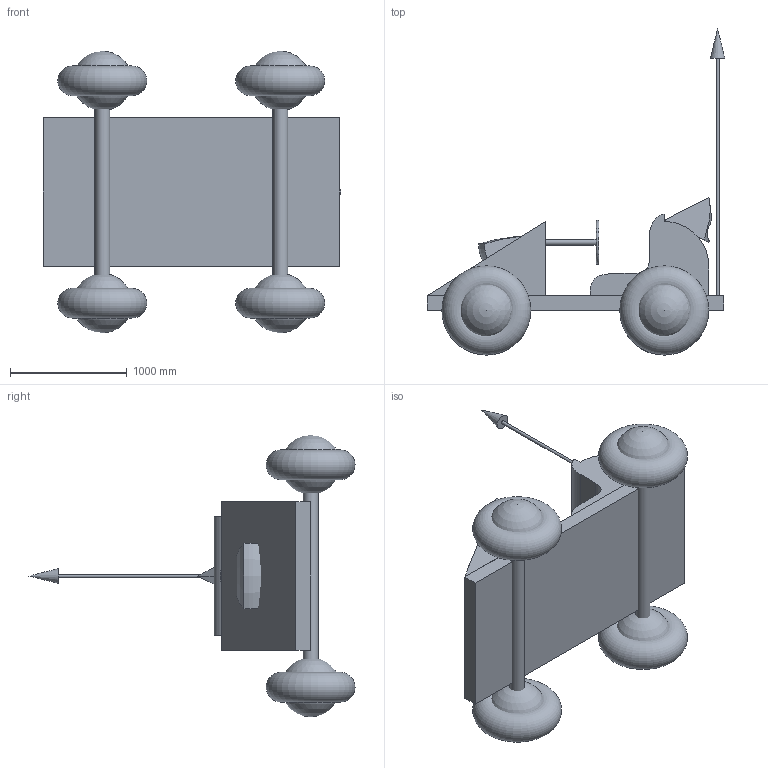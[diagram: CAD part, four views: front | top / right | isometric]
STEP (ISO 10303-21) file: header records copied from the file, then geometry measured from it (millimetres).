
FILE_DESCRIPTION(/* description */ (''),/* implementation_level */ '2;1');
FILE_NAME(/* name */ 'ph8m10ug',/* time_stamp */ '1998-07-13T13:21:31+04:00',/* author */ (''),/* organization */ (''),/* preprocessor_version */ 'ST-DEVELOPER 1.6',/* originating_system */ 'EDS - UNIGRAPHICS 10.5',/* authorisation */ '');
FILE_SCHEMA (('CONFIG_CONTROL_DESIGN'));
Length unit declared in the file: inch
Products named in the file (20): ph1m4-ug; ph1m2-ug; ph8m3; ph1m3-ug; ph1m8-ug; ph8m2; ph8m1; ph1m6-ug; ph8m8-ug; ph8m7; ph1m5-ug; ph1m1-ug; ph4m1-ug; ph6m1-ug; ph1m7-ug; ph8m5; ph8m4; ph8m9-ug; ph8m6; ph8m10-ug
Assembly tree (23 placements, depth 5):
  ph8m10-ug
    ph8m6
      ph1m1-ug
      ph1m5-ug
    ph8m9-ug
      ph8m7
        ph1m3-ug
        ph8m3  x2
          ph1m2-ug
          ph1m4-ug
      ph8m8-ug
        ph1m3-ug
        ph8m3  x2
          ph1m2-ug
          ph1m4-ug
    ph8m4
      ph1m6-ug
      ph8m1
    ph8m5
      ph8m2
      ph1m8-ug
    ph1m7-ug
    ph6m1-ug
    ph4m1-ug
Bounding box: 2552.7 x 2794 x 2413 mm (x, y, z)
Volume: 1889144085.2 mm3; surface area: 26648330.1 mm2
Topology: 19 solids, 19 shells, 59 faces, 112 edges, 75 vertices
Faces by surface type: plane 34, cylinder 7, torus 6, bspline 5, sphere 4, cone 2, extrusion 1
Full cylindrical faces by diameter (mm): 25.4 x2, 50.8 x1, 127 x2
Entity records: 4832 total; most frequent: CARTESIAN_POINT 1093, DIRECTION 225, PERSON 186, PERSONAL_ADDRESS 186, ORGANIZATION 186, PERSON_AND_ORGANIZATION 186, ORIENTED_EDGE 154, CALENDAR_DATE 146
